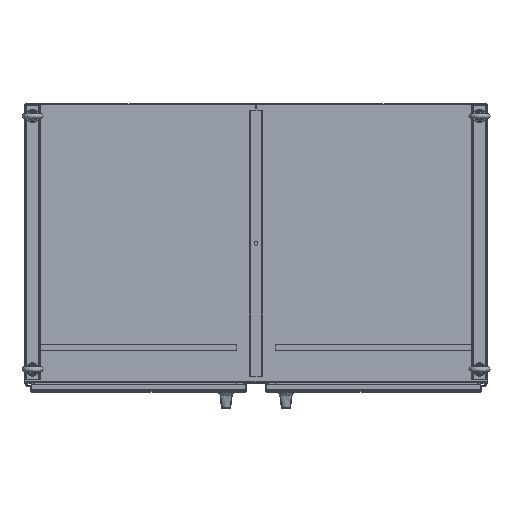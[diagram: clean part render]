
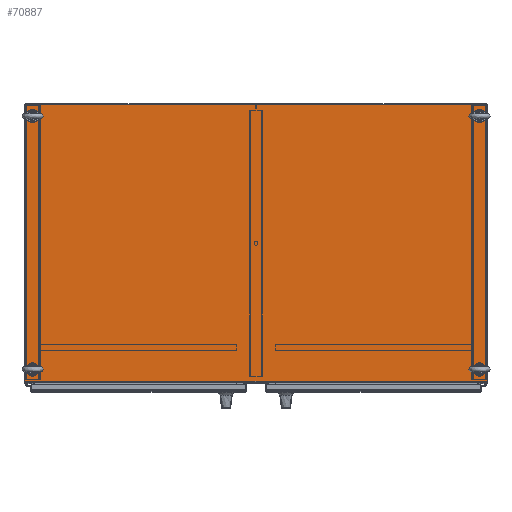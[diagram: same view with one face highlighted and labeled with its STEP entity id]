
A CAD part, top view. The second image highlights one B-rep face of the part: STEP entity #70887.
In plain terms, the highlighted planar face has unit normal (0, 0, 1).
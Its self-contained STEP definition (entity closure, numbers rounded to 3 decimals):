
#509 = VECTOR ( 'NONE', #49243, 39.37 ) ;
#2750 = DIRECTION ( 'NONE',  ( 1., 0., 0. ) ) ;
#3193 = VERTEX_POINT ( 'NONE', #70483 ) ;
#5351 = VERTEX_POINT ( 'NONE', #47812 ) ;
#6491 = EDGE_CURVE ( 'NONE', #31118, #31118, #17145, .T. ) ;
#8549 = VECTOR ( 'NONE', #15446, 39.37 ) ;
#9083 = VECTOR ( 'NONE', #79535, 39.37 ) ;
#11335 = ORIENTED_EDGE ( 'NONE', *, *, #90841, .T. ) ;
#11381 = VERTEX_POINT ( 'NONE', #17234 ) ;
#15446 = DIRECTION ( 'NONE',  ( -1., 0., 0. ) ) ;
#15846 = CIRCLE ( 'NONE', #100456, 0.375 ) ;
#16399 = EDGE_LOOP ( 'NONE', ( #86939 ) ) ;
#17145 = CIRCLE ( 'NONE', #103452, 0.375 ) ;
#17234 = CARTESIAN_POINT ( 'NONE',  ( -29.935, 11.372, 36.03 ) ) ;
#18817 = FACE_OUTER_BOUND ( 'NONE', #87584, .T. ) ;
#19189 = ORIENTED_EDGE ( 'NONE', *, *, #38951, .T. ) ;
#19918 = ORIENTED_EDGE ( 'NONE', *, *, #49018, .T. ) ;
#22263 = VECTOR ( 'NONE', #23806, 39.37 ) ;
#23806 = DIRECTION ( 'NONE',  ( 1., 0., 0. ) ) ;
#24430 = LINE ( 'NONE', #66393, #509 ) ;
#24495 = CARTESIAN_POINT ( 'NONE',  ( 28.935, 9.873, 36.03 ) ) ;
#25086 = DIRECTION ( 'NONE',  ( 0., 0., -1. ) ) ;
#26137 = EDGE_CURVE ( 'NONE', #43745, #43745, #74071, .T. ) ;
#27102 = FACE_BOUND ( 'NONE', #68998, .T. ) ;
#27675 = AXIS2_PLACEMENT_3D ( 'NONE', #79440, #52996, #54616 ) ;
#30259 = ORIENTED_EDGE ( 'NONE', *, *, #26137, .T. ) ;
#31118 = VERTEX_POINT ( 'NONE', #40469 ) ;
#33702 = VERTEX_POINT ( 'NONE', #68727 ) ;
#36443 = FACE_BOUND ( 'NONE', #102964, .T. ) ;
#36798 = EDGE_LOOP ( 'NONE', ( #30259 ) ) ;
#38951 = EDGE_CURVE ( 'NONE', #33702, #95240, #24430, .T. ) ;
#39256 = CARTESIAN_POINT ( 'NONE',  ( -29.935, -24.45, 36.03 ) ) ;
#39643 = CARTESIAN_POINT ( 'NONE',  ( -28.935, 9.873, 36.03 ) ) ;
#40333 = LINE ( 'NONE', #39256, #22263 ) ;
#40469 = CARTESIAN_POINT ( 'NONE',  ( -28.56, -22.929, 36.03 ) ) ;
#41404 = LINE ( 'NONE', #83868, #8549 ) ;
#43745 = VERTEX_POINT ( 'NONE', #83783 ) ;
#44738 = FACE_BOUND ( 'NONE', #16399, .T. ) ;
#45889 = LINE ( 'NONE', #105463, #9083 ) ;
#47812 = CARTESIAN_POINT ( 'NONE',  ( 29.31, -22.929, 36.03 ) ) ;
#49018 = EDGE_CURVE ( 'NONE', #3193, #3193, #97524, .T. ) ;
#49243 = DIRECTION ( 'NONE',  ( 0., 1., 0. ) ) ;
#52996 = DIRECTION ( 'NONE',  ( 0., 0., 1. ) ) ;
#54616 = DIRECTION ( 'NONE',  ( 1., 0., 0. ) ) ;
#57066 = EDGE_CURVE ( 'NONE', #5351, #5351, #15846, .T. ) ;
#60776 = PLANE ( 'NONE',  #27675 ) ;
#65175 = ORIENTED_EDGE ( 'NONE', *, *, #6491, .T. ) ;
#66393 = CARTESIAN_POINT ( 'NONE',  ( 29.935, -24.593, 36.03 ) ) ;
#68727 = CARTESIAN_POINT ( 'NONE',  ( 29.935, -24.45, 36.03 ) ) ;
#68998 = EDGE_LOOP ( 'NONE', ( #65175 ) ) ;
#69042 = FACE_BOUND ( 'NONE', #36798, .T. ) ;
#70483 = CARTESIAN_POINT ( 'NONE',  ( 29.31, 9.873, 36.03 ) ) ;
#70887 = ADVANCED_FACE ( 'NONE', ( #69042, #27102, #18817, #36443, #44738 ), #60776, .T. ) ;
#73303 = DIRECTION ( 'NONE',  ( 0., 0., -1. ) ) ;
#74071 = CIRCLE ( 'NONE', #84686, 0.375 ) ;
#75799 = DIRECTION ( 'NONE',  ( 1., 0., 0. ) ) ;
#77240 = EDGE_CURVE ( 'NONE', #11381, #106263, #45889, .T. ) ;
#77758 = DIRECTION ( 'NONE',  ( 0., 0., -1. ) ) ;
#78297 = CARTESIAN_POINT ( 'NONE',  ( -28.935, -22.929, 36.03 ) ) ;
#79440 = CARTESIAN_POINT ( 'NONE',  ( -29.935, -24.593, 36.03 ) ) ;
#79535 = DIRECTION ( 'NONE',  ( 0., -1., 0. ) ) ;
#82254 = ORIENTED_EDGE ( 'NONE', *, *, #100379, .T. ) ;
#83783 = CARTESIAN_POINT ( 'NONE',  ( -28.56, 9.873, 36.03 ) ) ;
#83868 = CARTESIAN_POINT ( 'NONE',  ( -29.935, 11.372, 36.03 ) ) ;
#84686 = AXIS2_PLACEMENT_3D ( 'NONE', #39643, #73303, #98118 ) ;
#86939 = ORIENTED_EDGE ( 'NONE', *, *, #57066, .T. ) ;
#87584 = EDGE_LOOP ( 'NONE', ( #19189, #82254, #108517, #11335 ) ) ;
#90583 = CARTESIAN_POINT ( 'NONE',  ( 29.935, 11.372, 36.03 ) ) ;
#90841 = EDGE_CURVE ( 'NONE', #106263, #33702, #40333, .T. ) ;
#95240 = VERTEX_POINT ( 'NONE', #90583 ) ;
#97524 = CIRCLE ( 'NONE', #102816, 0.375 ) ;
#98118 = DIRECTION ( 'NONE',  ( 1., 0., 0. ) ) ;
#100379 = EDGE_CURVE ( 'NONE', #95240, #11381, #41404, .T. ) ;
#100456 = AXIS2_PLACEMENT_3D ( 'NONE', #100663, #25086, #102820 ) ;
#100663 = CARTESIAN_POINT ( 'NONE',  ( 28.935, -22.929, 36.03 ) ) ;
#101185 = DIRECTION ( 'NONE',  ( 0., 0., -1. ) ) ;
#102816 = AXIS2_PLACEMENT_3D ( 'NONE', #24495, #101185, #75799 ) ;
#102820 = DIRECTION ( 'NONE',  ( 1., 0., 0. ) ) ;
#102964 = EDGE_LOOP ( 'NONE', ( #19918 ) ) ;
#103452 = AXIS2_PLACEMENT_3D ( 'NONE', #78297, #77758, #2750 ) ;
#105463 = CARTESIAN_POINT ( 'NONE',  ( -29.935, -24.593, 36.03 ) ) ;
#106263 = VERTEX_POINT ( 'NONE', #108061 ) ;
#108061 = CARTESIAN_POINT ( 'NONE',  ( -29.935, -24.45, 36.03 ) ) ;
#108517 = ORIENTED_EDGE ( 'NONE', *, *, #77240, .T. ) ;
